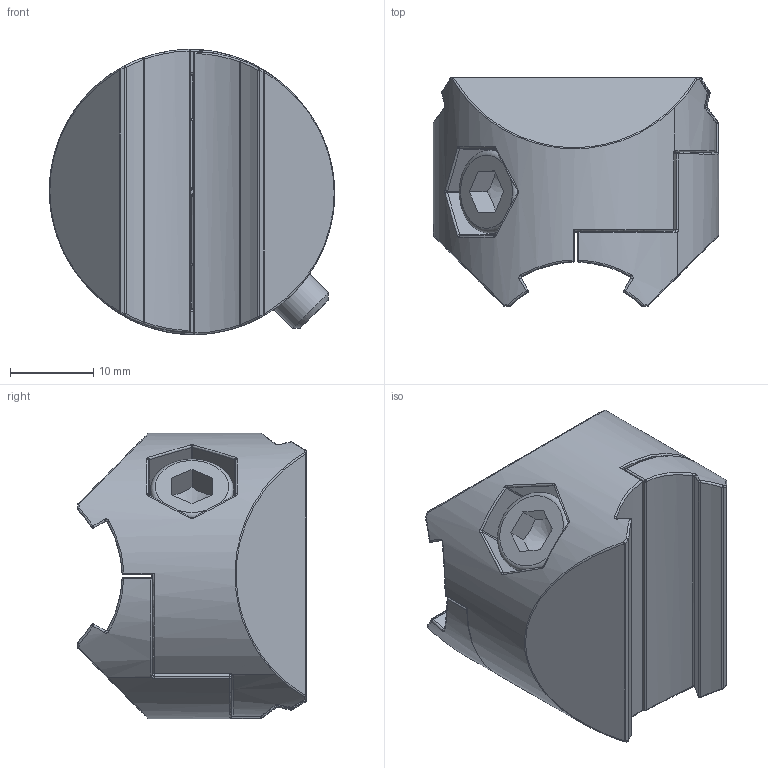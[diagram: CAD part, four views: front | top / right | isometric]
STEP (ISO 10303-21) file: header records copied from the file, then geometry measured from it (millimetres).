
FILE_DESCRIPTION(/* description */ (''),/* implementation_level */ '2;1');
FILE_NAME(/* name */ '13152_KriTec_Kreuz_Klemmverbinder_D28.stp',/* time_stamp */ '2016-03-04T10:13:39+01:00',/* author */ ('Jendrek'),/* organization */ (''),/* preprocessor_version */ 'ST-DEVELOPER v16.1',/* originating_system */ 'Autodesk Inventor 2016',/* authorisation */ '');
FILE_SCHEMA (('AUTOMOTIVE_DESIGN { 1 0 10303 214 3 1 1 }'));
Length unit declared in the file: millimetre
Products named in the file (5): 13152_Hälfte_B; 13152_Hälfte_A; 10673_KriTec_Sechskantmutter_M6; 11959_KriTec_Zylinderschraube_M6x30_verzinkt; 13152_KriTec_Kreuz_Klemmverbinder_D28
Assembly tree (4 placements, depth 2):
  13152_KriTec_Kreuz_Klemmverbinder_D28
    13152_Hälfte_B
    13152_Hälfte_A
    10673_KriTec_Sechskantmutter_M6
    11959_KriTec_Zylinderschraube_M6x30_verzinkt
Bounding box: 34.31 x 27.5 x 34.32 mm (x, y, z)
Volume: 16664 mm3; surface area: 9189.4 mm2
Topology: 4 solids, 4 shells, 508 faces, 1172 edges, 613 vertices
Faces by surface type: cylinder 181, sphere 94, bspline 92, plane 81, torus 54, cone 6
Full cylindrical faces by diameter (mm): 4.917 x1, 6 x1, 10 x1
Entity records: 15800 total; most frequent: CARTESIAN_POINT 5115, DIRECTION 2226, ORIENTED_EDGE 2178, EDGE_CURVE 1089, AXIS2_PLACEMENT_3D 948, VERTEX_POINT 603, EDGE_LOOP 528, CIRCLE 523
